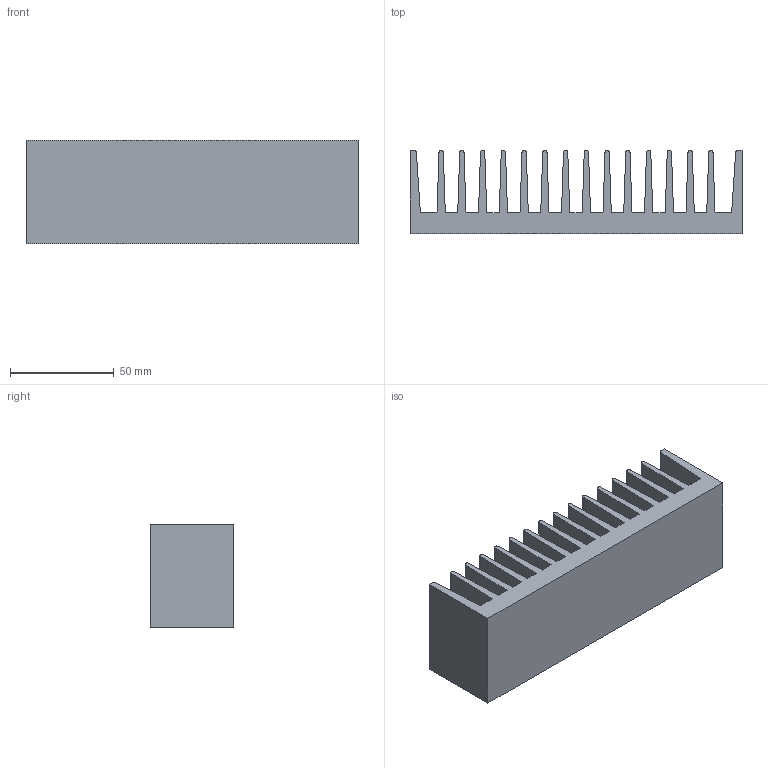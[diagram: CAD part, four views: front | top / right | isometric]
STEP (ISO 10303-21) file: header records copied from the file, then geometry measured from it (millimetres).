
FILE_DESCRIPTION(/* description */ (''),/* implementation_level */ '2;1');
FILE_NAME(/* name */ 'Heatsink v8.step',/* time_stamp */ '2020-07-24T14:39:27+02:00',/* author */ (''),/* organization */ (''),/* preprocessor_version */ 'ST-DEVELOPER v18.1',/* originating_system */ 'Autodesk Translation Framework v9.3.0.1241',/* authorisation */ '');
FILE_SCHEMA (('AUTOMOTIVE_DESIGN { 1 0 10303 214 3 1 1 }'));
Length unit declared in the file: millimetre
Products named in the file (1): Heatsink
Bounding box: 160 x 40 x 50 mm (x, y, z)
Volume: 154489.4 mm3; surface area: 69408.2 mm2
Topology: 1 solids, 1 shells, 166 faces, 488 edges, 324 vertices
Faces by surface type: cylinder 92, plane 68, bspline 4, cone 2
Full cylindrical faces by diameter (mm): 3.332 x14, 4.109 x8
Entity records: 9204 total; most frequent: CARTESIAN_POINT 4949, ORIENTED_EDGE 972, DIRECTION 756, EDGE_CURVE 486, VERTEX_POINT 324, LINE 282, VECTOR 282, AXIS2_PLACEMENT_3D 237
